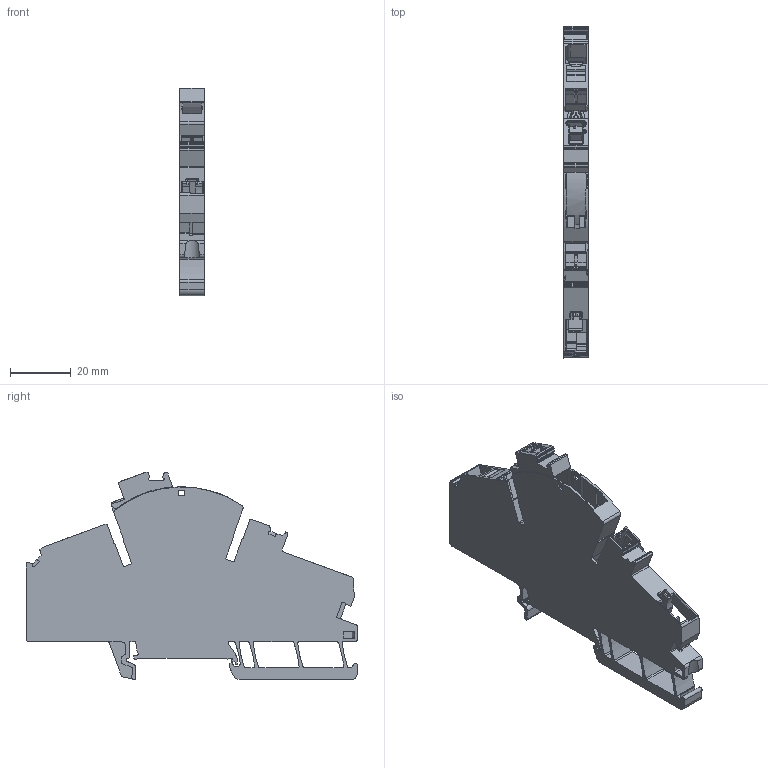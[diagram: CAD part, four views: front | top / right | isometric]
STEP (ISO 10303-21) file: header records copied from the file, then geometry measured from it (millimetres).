
FILE_DESCRIPTION(('CATIA V5 STEP Exchange','CAx-IF Rec.Pracs.--- Model Styling and Organization---1.4--- 2014-01-23'),'2;1');
FILE_NAME ('1235788-4_0', '2021-01-29T11:34:28+00:00', ('none'), ('Weidmueller'), 'CATIA Version 5-6 Release 2016 SP3 HF44', 'CATIA V5 STEP AP214', 'none');
FILE_SCHEMA(('AUTOMOTIVE_DESIGN { 1 0 10303 214 1 1 1 1 }'));
Length unit declared in the file: millimetre
Products named in the file (1): 2762290000
Bounding box: 8.1 x 108.8 x 68 mm (x, y, z)
Volume: 30075.7 mm3; surface area: 18421.1 mm2
Topology: 4 solids, 4 shells, 1141 faces, 3193 edges, 2056 vertices
Faces by surface type: plane 499, cylinder 422, extrusion 124, torus 40, cone 26, bspline 24, sphere 6
Entity records: 41377 total; most frequent: CARTESIAN_POINT 13729, ORIENTED_EDGE 6362, DIRECTION 4537, EDGE_CURVE 3181, VERTEX_POINT 2056, VECTOR 1969, LINE 1845, AXIS2_PLACEMENT_3D 1677
